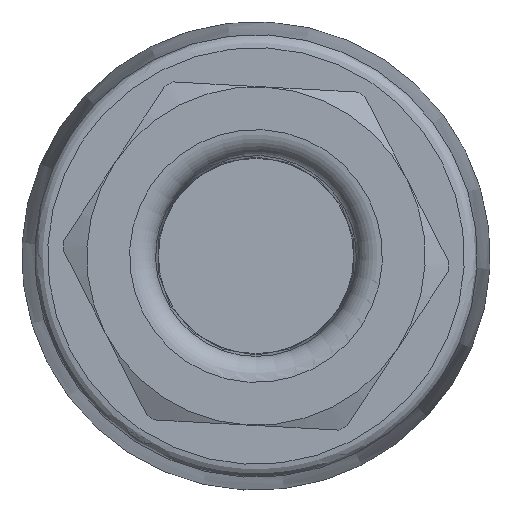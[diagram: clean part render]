
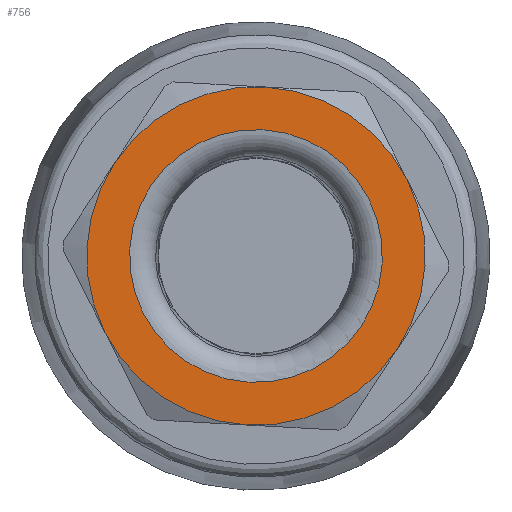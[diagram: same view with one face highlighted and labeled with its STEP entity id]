
A CAD part, front view. The second image highlights one B-rep face of the part: STEP entity #756.
In plain terms, the highlighted planar face has unit normal (0, -1, 0).
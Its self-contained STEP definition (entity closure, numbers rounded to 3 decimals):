
#756=ADVANCED_FACE('',(#1004,#1005),#876,.F.);
#876=PLANE('',#2729);
#1004=FACE_BOUND('',#1103,.T.);
#1005=FACE_BOUND('',#1104,.T.);
#1103=EDGE_LOOP('',(#1410));
#1104=EDGE_LOOP('',(#1411,#1412,#1413,#1414,#1415,#1416));
#1410=ORIENTED_EDGE('',*,*,#2234,.T.);
#1411=ORIENTED_EDGE('',*,*,#2235,.F.);
#1412=ORIENTED_EDGE('',*,*,#2236,.F.);
#1413=ORIENTED_EDGE('',*,*,#2237,.F.);
#1414=ORIENTED_EDGE('',*,*,#2238,.F.);
#1415=ORIENTED_EDGE('',*,*,#2239,.F.);
#1416=ORIENTED_EDGE('',*,*,#2240,.F.);
#1973=VERTEX_POINT('',#4629);
#1974=VERTEX_POINT('',#4631);
#1975=VERTEX_POINT('',#4632);
#1976=VERTEX_POINT('',#4634);
#1977=VERTEX_POINT('',#4636);
#1978=VERTEX_POINT('',#4638);
#1979=VERTEX_POINT('',#4640);
#2234=EDGE_CURVE('',#1973,#1973,#2527,.T.);
#2235=EDGE_CURVE('',#1974,#1975,#2528,.T.);
#2236=EDGE_CURVE('',#1976,#1974,#2529,.T.);
#2237=EDGE_CURVE('',#1977,#1976,#2530,.T.);
#2238=EDGE_CURVE('',#1978,#1977,#2531,.T.);
#2239=EDGE_CURVE('',#1979,#1978,#2532,.T.);
#2240=EDGE_CURVE('',#1975,#1979,#2533,.T.);
#2527=CIRCLE('',#2722,4.854);
#2528=CIRCLE('',#2723,6.5);
#2529=CIRCLE('',#2724,6.5);
#2530=CIRCLE('',#2725,6.5);
#2531=CIRCLE('',#2726,6.5);
#2532=CIRCLE('',#2727,6.5);
#2533=CIRCLE('',#2728,6.5);
#2722=AXIS2_PLACEMENT_3D('',#4628,#3153,#3154);
#2723=AXIS2_PLACEMENT_3D('',#4630,#3155,#3156);
#2724=AXIS2_PLACEMENT_3D('',#4633,#3157,#3158);
#2725=AXIS2_PLACEMENT_3D('',#4635,#3159,#3160);
#2726=AXIS2_PLACEMENT_3D('',#4637,#3161,#3162);
#2727=AXIS2_PLACEMENT_3D('',#4639,#3163,#3164);
#2728=AXIS2_PLACEMENT_3D('',#4641,#3165,#3166);
#2729=AXIS2_PLACEMENT_3D('',#4642,#3167,#3168);
#3153=DIRECTION('',(0.,1.,0.));
#3154=DIRECTION('',(0.547,0.,0.837));
#3155=DIRECTION('',(0.,1.,0.));
#3156=DIRECTION('',(-0.837,0.,0.547));
#3157=DIRECTION('',(0.,1.,0.));
#3158=DIRECTION('',(-0.837,0.,0.547));
#3159=DIRECTION('',(0.,1.,0.));
#3160=DIRECTION('',(-0.837,0.,0.547));
#3161=DIRECTION('',(0.,1.,0.));
#3162=DIRECTION('',(-0.837,0.,0.547));
#3163=DIRECTION('',(0.,1.,0.));
#3164=DIRECTION('',(-0.837,0.,0.547));
#3165=DIRECTION('',(0.,1.,0.));
#3166=DIRECTION('',(-0.837,0.,0.547));
#3167=DIRECTION('',(0.,1.,0.));
#3168=DIRECTION('',(0.547,0.,0.837));
#4628=CARTESIAN_POINT('',(21.985,-73.565,0.));
#4629=CARTESIAN_POINT('',(24.639,-73.565,4.064));
#4630=CARTESIAN_POINT('',(21.985,-73.565,0.));
#4631=CARTESIAN_POINT('',(22.342,-73.565,6.49));
#4632=CARTESIAN_POINT('',(27.784,-73.565,2.935));
#4633=CARTESIAN_POINT('',(21.985,-73.565,0.));
#4634=CARTESIAN_POINT('',(16.543,-73.565,3.555));
#4635=CARTESIAN_POINT('',(21.985,-73.565,0.));
#4636=CARTESIAN_POINT('',(16.185,-73.565,-2.935));
#4637=CARTESIAN_POINT('',(21.985,-73.565,0.));
#4638=CARTESIAN_POINT('',(21.627,-73.565,-6.49));
#4639=CARTESIAN_POINT('',(21.985,-73.565,0.));
#4640=CARTESIAN_POINT('',(27.426,-73.565,-3.555));
#4641=CARTESIAN_POINT('',(21.985,-73.565,0.));
#4642=CARTESIAN_POINT('',(10.386,-73.565,-5.87));
